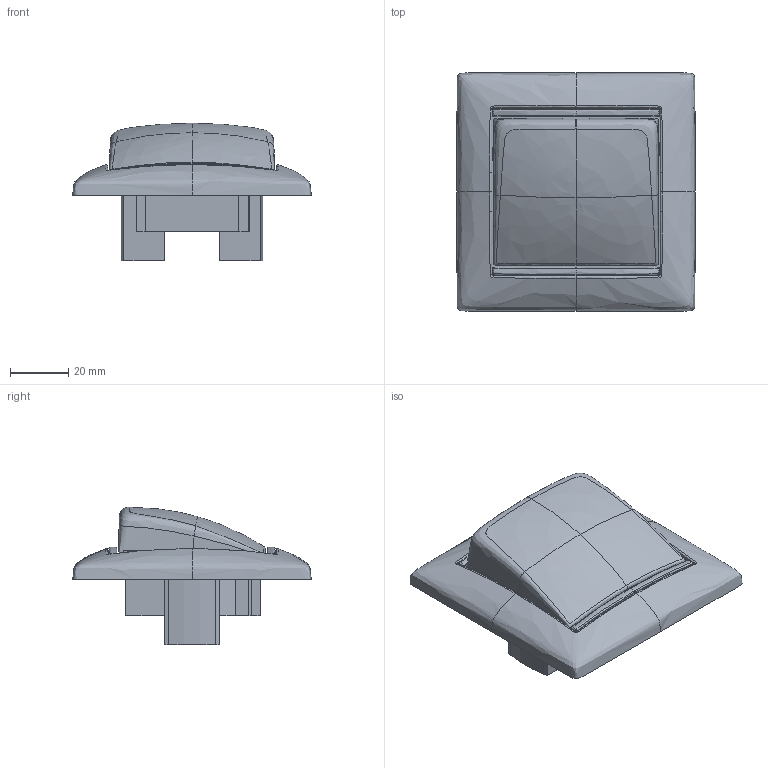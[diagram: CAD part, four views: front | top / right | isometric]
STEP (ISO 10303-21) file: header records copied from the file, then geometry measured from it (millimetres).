
FILE_DESCRIPTION(('STEP AP203'), '1');
FILE_NAME('770147', '2025-06-02T04:45:33', ('lkeadmin'), ('DC1INFRASCCM01'), 'C3D Converter', 'C3D Toolkit', '');
FILE_SCHEMA(('CONFIG_CONTROL_DESIGN'));
Length unit declared in the file: millimetre
Products named in the file (1): БЕИВ.304129.003
Bounding box: 82 x 82 x 47.3 mm (x, y, z)
Volume: 111341.6 mm3; surface area: 26889.3 mm2
Topology: 11 solids, 15 shells, 546 faces, 1476 edges, 875 vertices
Faces by surface type: bspline 348, plane 125, cylinder 41, extrusion 20, torus 8, sphere 4
Entity records: 92605 total; most frequent: CARTESIAN_POINT 82547, ORIENTED_EDGE 2823, EDGE_CURVE 1413, B_SPLINE_CURVE_WITH_KNOTS 1113, VERTEX_POINT 871, DIRECTION 746, FACE_BOUND 549, EDGE_LOOP 549
